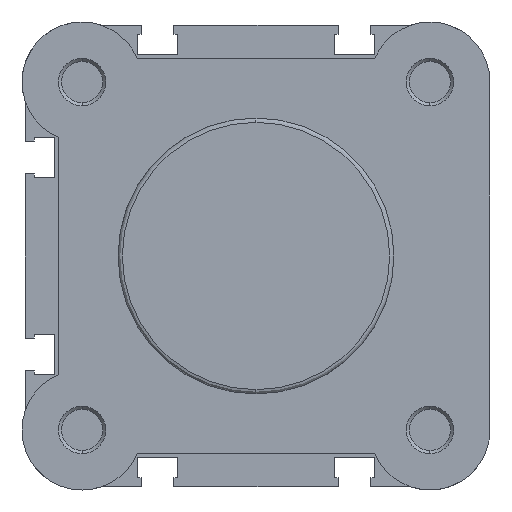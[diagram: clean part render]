
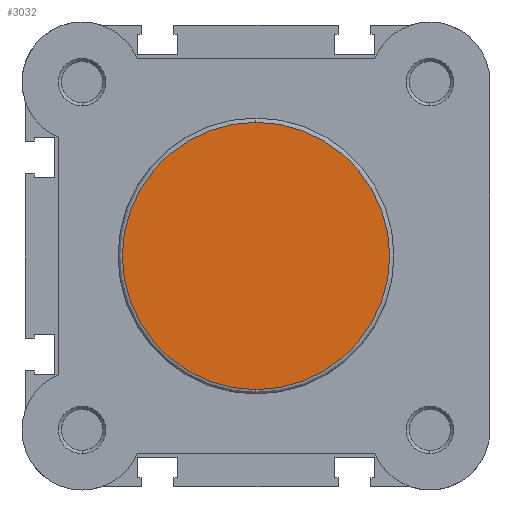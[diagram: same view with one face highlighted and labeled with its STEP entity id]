
A CAD part, left-side view. The second image highlights one B-rep face of the part: STEP entity #3032.
In plain terms, the highlighted planar face has unit normal (-1, 0, 0).
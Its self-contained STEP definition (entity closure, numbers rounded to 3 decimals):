
#208 = CIRCLE ( 'NONE', #1150, 21.7 ) ;
#233 = CIRCLE ( 'NONE', #1164, 21.7 ) ;
#638 = FACE_OUTER_BOUND ( 'NONE', #3864, .T. ) ;
#1059 = EDGE_CURVE ( 'NONE', #4721, #4684, #208, .T. ) ;
#1078 = EDGE_CURVE ( 'NONE', #4684, #4721, #233, .T. ) ;
#1150 = AXIS2_PLACEMENT_3D ( 'NONE', #4996, #4997, #4998 ) ;
#1164 = AXIS2_PLACEMENT_3D ( 'NONE', #5046, #5047, #5048 ) ;
#1383 = AXIS2_PLACEMENT_3D ( 'NONE', #5835, #5838, #5839 ) ;
#1948 = CARTESIAN_POINT ( 'NONE',  ( 0., 0., -21.7 ) ) ;
#1985 = CARTESIAN_POINT ( 'NONE',  ( 0., 0., 21.7 ) ) ;
#3032 = ADVANCED_FACE ( 'NONE', ( #638 ), #5836, .F. ) ;
#3864 = EDGE_LOOP ( 'NONE', ( #6558, #6544 ) ) ;
#4684 = VERTEX_POINT ( 'NONE', #1948 ) ;
#4721 = VERTEX_POINT ( 'NONE', #1985 ) ;
#4996 = CARTESIAN_POINT ( 'NONE',  ( 0., 0., 0. ) ) ;
#4997 = DIRECTION ( 'NONE',  ( -1., 0., 0. ) ) ;
#4998 = DIRECTION ( 'NONE',  ( 0., 0., -1. ) ) ;
#5046 = CARTESIAN_POINT ( 'NONE',  ( 0., 0., 0. ) ) ;
#5047 = DIRECTION ( 'NONE',  ( -1., 0., 0. ) ) ;
#5048 = DIRECTION ( 'NONE',  ( 0., 0., -1. ) ) ;
#5835 = CARTESIAN_POINT ( 'NONE',  ( 0., 22.4, 0. ) ) ;
#5836 = PLANE ( 'NONE',  #1383 ) ;
#5838 = DIRECTION ( 'NONE',  ( 1., 0., 0. ) ) ;
#5839 = DIRECTION ( 'NONE',  ( 0., 0., -1. ) ) ;
#6544 = ORIENTED_EDGE ( 'NONE', *, *, #1059, .T. ) ;
#6558 = ORIENTED_EDGE ( 'NONE', *, *, #1078, .T. ) ;
